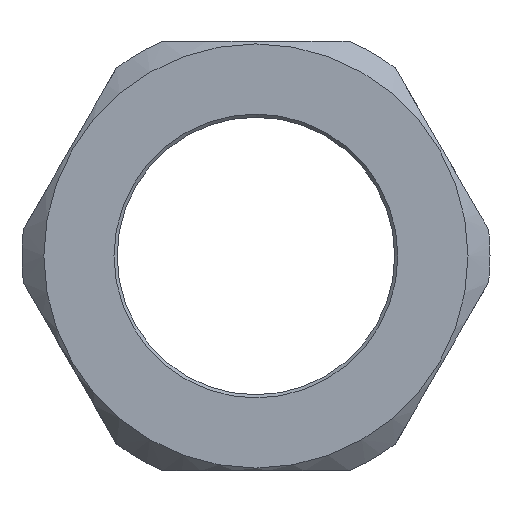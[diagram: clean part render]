
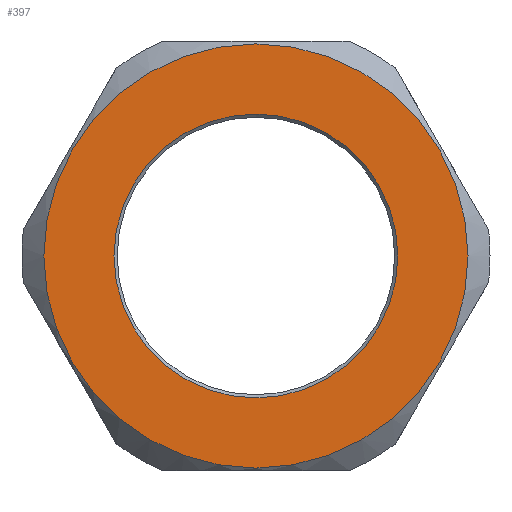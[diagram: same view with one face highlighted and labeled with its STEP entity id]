
A CAD part, left-side view. The second image highlights one B-rep face of the part: STEP entity #397.
In plain terms, the highlighted planar face has unit normal (-1, 0, 0).
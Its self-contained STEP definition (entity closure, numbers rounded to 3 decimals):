
#16=FACE_BOUND('',#88,.T.);
#41=PLANE('',#466);
#63=FACE_OUTER_BOUND('',#87,.T.);
#87=EDGE_LOOP('',(#354));
#88=EDGE_LOOP('',(#355));
#147=CIRCLE('',#446,20.25);
#157=CIRCLE('',#465,13.55);
#186=VERTEX_POINT('',#691);
#195=VERTEX_POINT('',#726);
#237=EDGE_CURVE('',#186,#186,#147,.T.);
#251=EDGE_CURVE('',#195,#195,#157,.T.);
#354=ORIENTED_EDGE('',*,*,#237,.T.);
#355=ORIENTED_EDGE('',*,*,#251,.F.);
#397=ADVANCED_FACE('',(#63,#16),#41,.T.);
#446=AXIS2_PLACEMENT_3D('',#693,#536,#537);
#465=AXIS2_PLACEMENT_3D('',#727,#577,#578);
#466=AXIS2_PLACEMENT_3D('',#729,#580,#581);
#536=DIRECTION('center_axis',(-1.,0.,0.));
#537=DIRECTION('ref_axis',(0.,1.,0.));
#577=DIRECTION('center_axis',(-1.,0.,0.));
#578=DIRECTION('ref_axis',(0.,0.,-1.));
#580=DIRECTION('center_axis',(-1.,0.,0.));
#581=DIRECTION('ref_axis',(0.,0.,1.));
#691=CARTESIAN_POINT('',(-16.,-20.25,0.));
#693=CARTESIAN_POINT('Origin',(-16.,0.,0.));
#726=CARTESIAN_POINT('',(-16.,0.,13.55));
#727=CARTESIAN_POINT('Origin',(-16.,0.,0.));
#729=CARTESIAN_POINT('Origin',(-16.,0.,0.));
